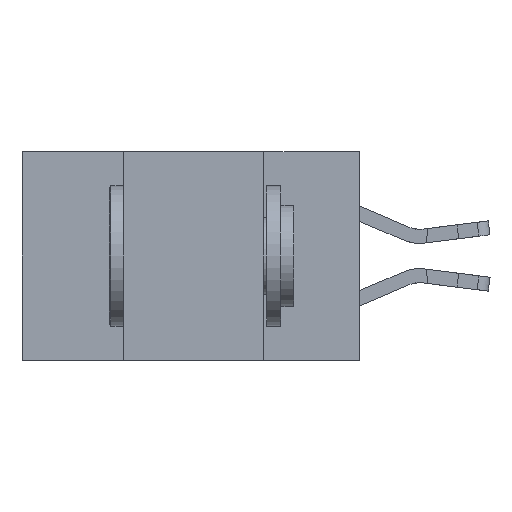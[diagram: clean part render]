
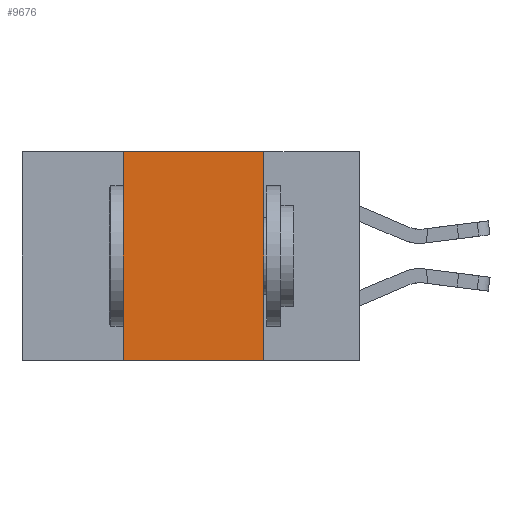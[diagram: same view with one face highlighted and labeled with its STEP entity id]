
A CAD part, left-side view. The second image highlights one B-rep face of the part: STEP entity #9676.
In plain terms, the highlighted planar face has unit normal (-1, 0, 0).
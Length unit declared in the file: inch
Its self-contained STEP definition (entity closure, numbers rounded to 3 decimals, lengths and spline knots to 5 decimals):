
#164 = DIRECTION ( 'NONE',  ( 0., 0., -1. ) ) ;
#286 = EDGE_CURVE ( 'NONE', #13823, #10034, #23268, .T. ) ;
#595 = VECTOR ( 'NONE', #20137, 39.37008 ) ;
#1112 = CARTESIAN_POINT ( 'NONE',  ( 0., 0.17, -0.37 ) ) ;
#1759 = CARTESIAN_POINT ( 'NONE',  ( 0., 0.6, 0. ) ) ;
#3021 = CARTESIAN_POINT ( 'NONE',  ( 0., 0.42, 0. ) ) ;
#3105 = CARTESIAN_POINT ( 'NONE',  ( 0., 0.17, 0. ) ) ;
#3945 = DIRECTION ( 'NONE',  ( 0., 0., -1. ) ) ;
#5552 = VERTEX_POINT ( 'NONE', #3105 ) ;
#5620 = VERTEX_POINT ( 'NONE', #1112 ) ;
#5754 = DIRECTION ( 'NONE',  ( 0., -1., 0. ) ) ;
#6402 = LINE ( 'NONE', #7032, #595 ) ;
#6597 = VECTOR ( 'NONE', #164, 39.37008 ) ;
#7032 = CARTESIAN_POINT ( 'NONE',  ( 0., 0.6, -0.37 ) ) ;
#9368 = VECTOR ( 'NONE', #25492, 39.37008 ) ;
#9676 = ADVANCED_FACE ( 'NONE', ( #24233 ), #12801, .F. ) ;
#10034 = VERTEX_POINT ( 'NONE', #3021 ) ;
#11221 = CARTESIAN_POINT ( 'NONE',  ( 0., 0.6, 0. ) ) ;
#11824 = VECTOR ( 'NONE', #5754, 39.37008 ) ;
#12801 = PLANE ( 'NONE',  #24185 ) ;
#12951 = EDGE_CURVE ( 'NONE', #13823, #5620, #6402, .T. ) ;
#13050 = EDGE_CURVE ( 'NONE', #10034, #5552, #27852, .T. ) ;
#13400 = ORIENTED_EDGE ( 'NONE', *, *, #18730, .F. ) ;
#13823 = VERTEX_POINT ( 'NONE', #15147 ) ;
#15147 = CARTESIAN_POINT ( 'NONE',  ( 0., 0.42, -0.37 ) ) ;
#15167 = ORIENTED_EDGE ( 'NONE', *, *, #13050, .F. ) ;
#17005 = DIRECTION ( 'NONE',  ( 1., 0., 0. ) ) ;
#17696 = CARTESIAN_POINT ( 'NONE',  ( 0., 0.17, 0. ) ) ;
#18730 = EDGE_CURVE ( 'NONE', #5552, #5620, #20899, .T. ) ;
#18935 = ORIENTED_EDGE ( 'NONE', *, *, #286, .F. ) ;
#20137 = DIRECTION ( 'NONE',  ( 0., -1., 0. ) ) ;
#20899 = LINE ( 'NONE', #17696, #6597 ) ;
#23268 = LINE ( 'NONE', #27642, #9368 ) ;
#23691 = EDGE_LOOP ( 'NONE', ( #13400, #15167, #18935, #27549 ) ) ;
#24185 = AXIS2_PLACEMENT_3D ( 'NONE', #1759, #17005, #3945 ) ;
#24233 = FACE_OUTER_BOUND ( 'NONE', #23691, .T. ) ;
#25492 = DIRECTION ( 'NONE',  ( 0., 0., 1. ) ) ;
#27549 = ORIENTED_EDGE ( 'NONE', *, *, #12951, .T. ) ;
#27642 = CARTESIAN_POINT ( 'NONE',  ( 0., 0.42, 0. ) ) ;
#27852 = LINE ( 'NONE', #11221, #11824 ) ;
